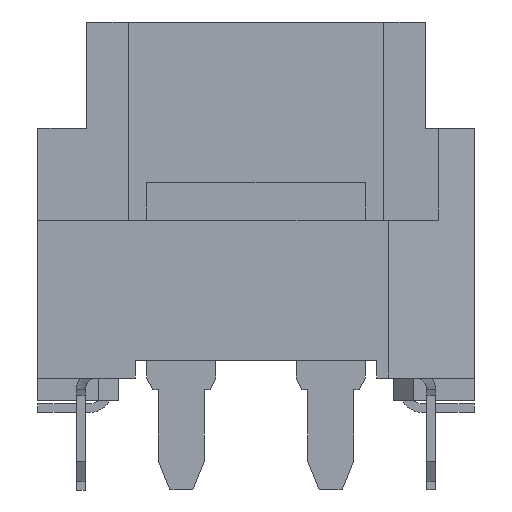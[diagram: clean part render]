
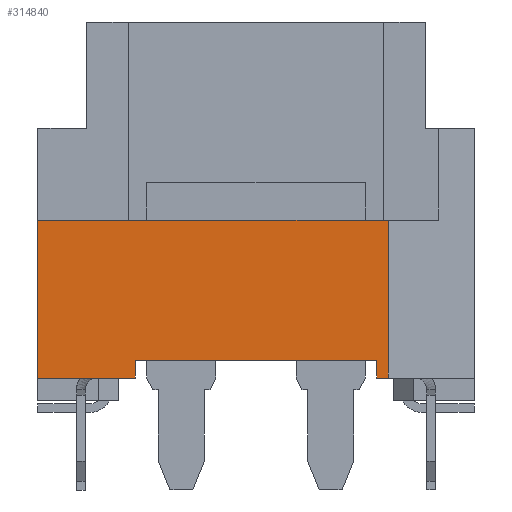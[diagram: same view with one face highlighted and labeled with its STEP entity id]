
A CAD part, left-side view. The second image highlights one B-rep face of the part: STEP entity #314840.
In plain terms, the highlighted planar face has unit normal (-1, 0, 0).
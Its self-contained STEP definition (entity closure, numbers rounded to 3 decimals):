
#313840=CARTESIAN_POINT('',(-18.6,-2.3,
0.4));
#313850=VERTEX_POINT('',#313840);
#313880=CARTESIAN_POINT('',(-18.6,-2.3,
1.85));
#313890=DIRECTION('',(0.,0.,1.));
#313900=VECTOR('',#313890,1.);
#313910=LINE('',#313880,#313900);
#313920=CARTESIAN_POINT('',(-18.6,-2.3,
3.15));
#313930=VERTEX_POINT('',#313920);
#313940=EDGE_CURVE('',#313850,#313930,#313910,.T.);
#314220=CARTESIAN_POINT('',(-18.6,-2.453,
3.219));
#314230=DIRECTION('',(-1.,0.,0.));
#314240=DIRECTION('',(0.,-1.,0.));
#314250=AXIS2_PLACEMENT_3D('',#314220,#314230,#314240);
#314260=PLANE('',#314250);
#314270=ORIENTED_EDGE('',*,*,#313940,.T.);
#314280=CARTESIAN_POINT('',(-18.6,0.126,
0.4));
#314290=DIRECTION('',(0.,-1.,0.));
#314300=VECTOR('',#314290,1.);
#314310=LINE('',#314280,#314300);
#314320=CARTESIAN_POINT('',(-18.6,-2.1,
0.4));
#314330=VERTEX_POINT('',#314320);
#314340=EDGE_CURVE('',#314330,#313850,#314310,.T.);
#314350=ORIENTED_EDGE('',*,*,#314340,.T.);
#314360=CARTESIAN_POINT('',(-18.6,-2.1,
1.85));
#314370=DIRECTION('',(0.,0.,1.));
#314380=VECTOR('',#314370,1.);
#314390=LINE('',#314360,#314380);
#314400=CARTESIAN_POINT('',(-18.6,-2.1,
0.7));
#314410=VERTEX_POINT('',#314400);
#314420=EDGE_CURVE('',#314330,#314410,#314390,.T.);
#314430=ORIENTED_EDGE('',*,*,#314420,.F.);
#314440=CARTESIAN_POINT('',(-18.6,0.126,
0.7));
#314450=DIRECTION('',(0.,-1.,0.));
#314460=VECTOR('',#314450,1.);
#314470=LINE('',#314440,#314460);
#314480=CARTESIAN_POINT('',(-18.6,2.1,
0.7));
#314490=VERTEX_POINT('',#314480);
#314500=EDGE_CURVE('',#314490,#314410,#314470,.T.);
#314510=ORIENTED_EDGE('',*,*,#314500,.T.);
#314520=CARTESIAN_POINT('',(-18.6,2.1,
1.85));
#314530=DIRECTION('',(0.,0.,1.));
#314540=VECTOR('',#314530,1.);
#314550=LINE('',#314520,#314540);
#314560=CARTESIAN_POINT('',(-18.6,2.1,
0.4));
#314570=VERTEX_POINT('',#314560);
#314580=EDGE_CURVE('',#314570,#314490,#314550,.T.);
#314590=ORIENTED_EDGE('',*,*,#314580,.T.);
#314600=CARTESIAN_POINT('',(-18.6,0.126,
0.4));
#314610=DIRECTION('',(0.,-1.,0.));
#314620=VECTOR('',#314610,1.);
#314630=LINE('',#314600,#314620);
#314640=CARTESIAN_POINT('',(-18.6,3.8,
0.4));
#314650=VERTEX_POINT('',#314640);
#314660=EDGE_CURVE('',#314650,#314570,#314630,.T.);
#314670=ORIENTED_EDGE('',*,*,#314660,.T.);
#314680=CARTESIAN_POINT('',(-18.6,3.8,
1.85));
#314690=DIRECTION('',(0.,0.,1.));
#314700=VECTOR('',#314690,1.);
#314710=LINE('',#314680,#314700);
#314720=CARTESIAN_POINT('',(-18.6,3.8,
3.15));
#314730=VERTEX_POINT('',#314720);
#314740=EDGE_CURVE('',#314650,#314730,#314710,.T.);
#314750=ORIENTED_EDGE('',*,*,#314740,.F.);
#314760=CARTESIAN_POINT('',(-18.6,0.126,
3.15));
#314770=DIRECTION('',(0.,1.,0.));
#314780=VECTOR('',#314770,1.);
#314790=LINE('',#314760,#314780);
#314800=EDGE_CURVE('',#313930,#314730,#314790,.T.);
#314810=ORIENTED_EDGE('',*,*,#314800,.T.);
#314820=EDGE_LOOP('',(#314810,#314750,#314670,#314590,#314510,#314430,
#314350,#314270));
#314830=FACE_OUTER_BOUND('',#314820,.T.);
#314840=ADVANCED_FACE('',(#314830),#314260,.T.);
